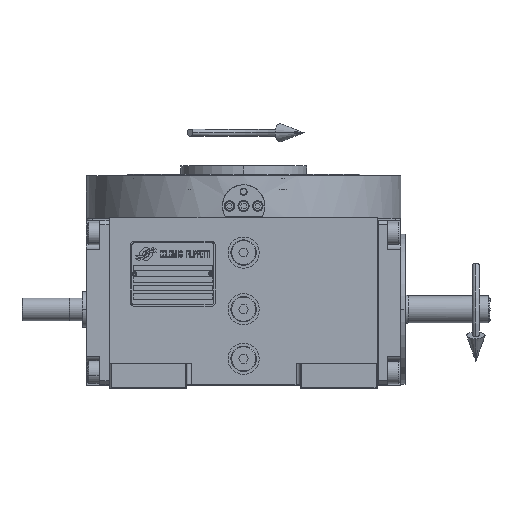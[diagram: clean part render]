
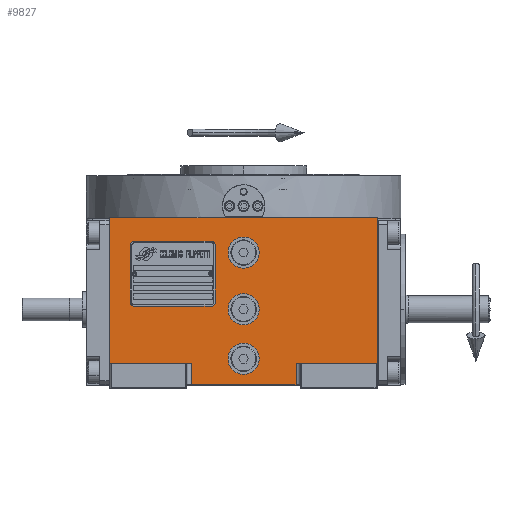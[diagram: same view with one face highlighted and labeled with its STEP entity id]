
A CAD part, top view. The second image highlights one B-rep face of the part: STEP entity #9827.
In plain terms, the highlighted planar face has unit normal (0, 0, 1).
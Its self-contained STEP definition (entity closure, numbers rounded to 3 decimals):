
#454 = CIRCLE ( 'NONE', #39317, 11. ) ;
#771 = CARTESIAN_POINT ( 'NONE',  ( 37., -38.5, 163.5 ) ) ;
#1103 = LINE ( 'NONE', #771, #51652 ) ;
#1375 = CARTESIAN_POINT ( 'NONE',  ( -94.5, -53.5, 163.5 ) ) ;
#1400 = CIRCLE ( 'NONE', #61423, 11. ) ;
#1476 = DIRECTION ( 'NONE',  ( 1., 0., 0. ) ) ;
#1478 = ORIENTED_EDGE ( 'NONE', *, *, #62565, .F. ) ;
#1708 = DIRECTION ( 'NONE',  ( 1., 0., 0. ) ) ;
#2167 = DIRECTION ( 'NONE',  ( 0., 0., 1. ) ) ;
#2546 = CARTESIAN_POINT ( 'NONE',  ( 0., 0., 163.5 ) ) ;
#2912 = DIRECTION ( 'NONE',  ( 1., 0., 0. ) ) ;
#3457 = DIRECTION ( 'NONE',  ( 1., 0., 0. ) ) ;
#3793 = EDGE_CURVE ( 'NONE', #40684, #66255, #44469, .T. ) ;
#4118 = DIRECTION ( 'NONE',  ( 0., 1., 0. ) ) ;
#4300 = CARTESIAN_POINT ( 'NONE',  ( 0., -35., 163.5 ) ) ;
#4487 = EDGE_CURVE ( 'NONE', #41393, #67012, #49914, .T. ) ;
#5398 = DIRECTION ( 'NONE',  ( 0., 0., 1. ) ) ;
#6181 = EDGE_CURVE ( 'NONE', #46778, #16367, #1400, .T. ) ;
#9162 = ORIENTED_EDGE ( 'NONE', *, *, #6181, .F. ) ;
#9173 = DIRECTION ( 'NONE',  ( 0., 0., 1. ) ) ;
#9491 = CARTESIAN_POINT ( 'NONE',  ( -37., -53.5, 163.5 ) ) ;
#9826 = VERTEX_POINT ( 'NONE', #66700 ) ;
#9827 = ADVANCED_FACE ( 'NONE', ( #12148, #33380, #40565, #61475 ), #49049, .T. ) ;
#9858 = DIRECTION ( 'NONE',  ( 1., 0., 0. ) ) ;
#9917 = CARTESIAN_POINT ( 'NONE',  ( -94.5, -38.5, 163.5 ) ) ;
#10383 = ORIENTED_EDGE ( 'NONE', *, *, #43265, .F. ) ;
#10500 = EDGE_LOOP ( 'NONE', ( #57831, #10383 ) ) ;
#11062 = CIRCLE ( 'NONE', #49945, 11. ) ;
#11192 = VECTOR ( 'NONE', #2912, 1000. ) ;
#11622 = VECTOR ( 'NONE', #36339, 1000. ) ;
#11823 = CARTESIAN_POINT ( 'NONE',  ( 11., -35., 163.5 ) ) ;
#12116 = VERTEX_POINT ( 'NONE', #62086 ) ;
#12148 = FACE_BOUND ( 'NONE', #10500, .T. ) ;
#13661 = CARTESIAN_POINT ( 'NONE',  ( -37., -53.5, 163.5 ) ) ;
#14014 = ORIENTED_EDGE ( 'NONE', *, *, #35974, .F. ) ;
#14393 = VECTOR ( 'NONE', #30729, 1000. ) ;
#15535 = CARTESIAN_POINT ( 'NONE',  ( -37., -53.5, 163.5 ) ) ;
#15616 = ORIENTED_EDGE ( 'NONE', *, *, #59224, .T. ) ;
#15934 = DIRECTION ( 'NONE',  ( -1., 0., 0. ) ) ;
#16367 = VERTEX_POINT ( 'NONE', #52786 ) ;
#16857 = CARTESIAN_POINT ( 'NONE',  ( 11., 40., 163.5 ) ) ;
#18706 = EDGE_LOOP ( 'NONE', ( #52462, #18995, #56376, #15616, #56538, #14014, #43920, #61384 ) ) ;
#18995 = ORIENTED_EDGE ( 'NONE', *, *, #36531, .F. ) ;
#20130 = LINE ( 'NONE', #25347, #53184 ) ;
#22553 = CARTESIAN_POINT ( 'NONE',  ( -11., -35., 163.5 ) ) ;
#24328 = VERTEX_POINT ( 'NONE', #36564 ) ;
#24344 = CIRCLE ( 'NONE', #63304, 11. ) ;
#25347 = CARTESIAN_POINT ( 'NONE',  ( -94.5, 64.5, 163.5 ) ) ;
#27201 = CARTESIAN_POINT ( 'NONE',  ( -11., 0., 163.5 ) ) ;
#27900 = EDGE_CURVE ( 'NONE', #9826, #43563, #11062, .T. ) ;
#28389 = EDGE_CURVE ( 'NONE', #41393, #24328, #53342, .T. ) ;
#29283 = EDGE_CURVE ( 'NONE', #66255, #40684, #62337, .T. ) ;
#30729 = DIRECTION ( 'NONE',  ( 0., 1., 0. ) ) ;
#30921 = DIRECTION ( 'NONE',  ( -1., 0., 0. ) ) ;
#31563 = CARTESIAN_POINT ( 'NONE',  ( 37., -38.5, 163.5 ) ) ;
#31755 = VECTOR ( 'NONE', #47210, 1000. ) ;
#32116 = VERTEX_POINT ( 'NONE', #54487 ) ;
#32617 = VERTEX_POINT ( 'NONE', #45897 ) ;
#32995 = VECTOR ( 'NONE', #4118, 1000. ) ;
#33380 = FACE_BOUND ( 'NONE', #36594, .T. ) ;
#33894 = EDGE_LOOP ( 'NONE', ( #9162, #1478 ) ) ;
#35083 = ORIENTED_EDGE ( 'NONE', *, *, #3793, .F. ) ;
#35621 = AXIS2_PLACEMENT_3D ( 'NONE', #4300, #9173, #9858 ) ;
#35974 = EDGE_CURVE ( 'NONE', #61328, #12116, #56656, .T. ) ;
#36339 = DIRECTION ( 'NONE',  ( 1., 0., 0. ) ) ;
#36531 = EDGE_CURVE ( 'NONE', #36732, #67012, #1103, .T. ) ;
#36564 = CARTESIAN_POINT ( 'NONE',  ( -37., -38.5, 163.5 ) ) ;
#36594 = EDGE_LOOP ( 'NONE', ( #58336, #35083 ) ) ;
#36689 = DIRECTION ( 'NONE',  ( 1., 0., 0. ) ) ;
#36732 = VERTEX_POINT ( 'NONE', #68209 ) ;
#38693 = CARTESIAN_POINT ( 'NONE',  ( -94.5, -38.5, 163.5 ) ) ;
#39317 = AXIS2_PLACEMENT_3D ( 'NONE', #51826, #58080, #15934 ) ;
#40333 = AXIS2_PLACEMENT_3D ( 'NONE', #1375, #43819, #1708 ) ;
#40565 = FACE_BOUND ( 'NONE', #33894, .T. ) ;
#40684 = VERTEX_POINT ( 'NONE', #22553 ) ;
#41393 = VERTEX_POINT ( 'NONE', #15535 ) ;
#42971 = CARTESIAN_POINT ( 'NONE',  ( 0., 0., 163.5 ) ) ;
#43265 = EDGE_CURVE ( 'NONE', #43563, #9826, #24344, .T. ) ;
#43563 = VERTEX_POINT ( 'NONE', #27201 ) ;
#43819 = DIRECTION ( 'NONE',  ( 0., 0., 1. ) ) ;
#43920 = ORIENTED_EDGE ( 'NONE', *, *, #55174, .T. ) ;
#44421 = AXIS2_PLACEMENT_3D ( 'NONE', #53190, #58396, #30921 ) ;
#44469 = CIRCLE ( 'NONE', #44421, 11. ) ;
#45290 = CARTESIAN_POINT ( 'NONE',  ( 37., -53.5, 163.5 ) ) ;
#45897 = CARTESIAN_POINT ( 'NONE',  ( 94.5, -38.5, 163.5 ) ) ;
#46101 = LINE ( 'NONE', #9917, #11622 ) ;
#46549 = CARTESIAN_POINT ( 'NONE',  ( -94.5, -38.5, 163.5 ) ) ;
#46778 = VERTEX_POINT ( 'NONE', #16857 ) ;
#47210 = DIRECTION ( 'NONE',  ( 1., 0., 0. ) ) ;
#47241 = CARTESIAN_POINT ( 'NONE',  ( 94.5, -38.5, 163.5 ) ) ;
#49049 = PLANE ( 'NONE',  #40333 ) ;
#49156 = CARTESIAN_POINT ( 'NONE',  ( 0., 40., 163.5 ) ) ;
#49914 = LINE ( 'NONE', #13661, #11192 ) ;
#49945 = AXIS2_PLACEMENT_3D ( 'NONE', #42971, #5398, #36689 ) ;
#50233 = DIRECTION ( 'NONE',  ( 0., 0., 1. ) ) ;
#51429 = DIRECTION ( 'NONE',  ( 0., 1., 0. ) ) ;
#51442 = LINE ( 'NONE', #47241, #32995 ) ;
#51652 = VECTOR ( 'NONE', #54013, 1000. ) ;
#51826 = CARTESIAN_POINT ( 'NONE',  ( 0., 40., 163.5 ) ) ;
#52462 = ORIENTED_EDGE ( 'NONE', *, *, #4487, .T. ) ;
#52786 = CARTESIAN_POINT ( 'NONE',  ( -11., 40., 163.5 ) ) ;
#53184 = VECTOR ( 'NONE', #3457, 1000. ) ;
#53190 = CARTESIAN_POINT ( 'NONE',  ( 0., -35., 163.5 ) ) ;
#53342 = LINE ( 'NONE', #9491, #14393 ) ;
#54013 = DIRECTION ( 'NONE',  ( 0., -1., 0. ) ) ;
#54487 = CARTESIAN_POINT ( 'NONE',  ( 94.5, 64.5, 163.5 ) ) ;
#55174 = EDGE_CURVE ( 'NONE', #61328, #24328, #46101, .T. ) ;
#56376 = ORIENTED_EDGE ( 'NONE', *, *, #64302, .T. ) ;
#56538 = ORIENTED_EDGE ( 'NONE', *, *, #67524, .F. ) ;
#56656 = LINE ( 'NONE', #46549, #57223 ) ;
#57223 = VECTOR ( 'NONE', #51429, 1000. ) ;
#57831 = ORIENTED_EDGE ( 'NONE', *, *, #27900, .F. ) ;
#58080 = DIRECTION ( 'NONE',  ( 0., 0., 1. ) ) ;
#58336 = ORIENTED_EDGE ( 'NONE', *, *, #29283, .F. ) ;
#58396 = DIRECTION ( 'NONE',  ( 0., 0., 1. ) ) ;
#59224 = EDGE_CURVE ( 'NONE', #32617, #32116, #51442, .T. ) ;
#61044 = DIRECTION ( 'NONE',  ( -1., 0., 0. ) ) ;
#61328 = VERTEX_POINT ( 'NONE', #38693 ) ;
#61384 = ORIENTED_EDGE ( 'NONE', *, *, #28389, .F. ) ;
#61423 = AXIS2_PLACEMENT_3D ( 'NONE', #49156, #2167, #1476 ) ;
#61475 = FACE_OUTER_BOUND ( 'NONE', #18706, .T. ) ;
#62086 = CARTESIAN_POINT ( 'NONE',  ( -94.5, 64.5, 163.5 ) ) ;
#62337 = CIRCLE ( 'NONE', #35621, 11. ) ;
#62565 = EDGE_CURVE ( 'NONE', #16367, #46778, #454, .T. ) ;
#63261 = LINE ( 'NONE', #31563, #31755 ) ;
#63304 = AXIS2_PLACEMENT_3D ( 'NONE', #2546, #50233, #61044 ) ;
#64302 = EDGE_CURVE ( 'NONE', #36732, #32617, #63261, .T. ) ;
#66255 = VERTEX_POINT ( 'NONE', #11823 ) ;
#66700 = CARTESIAN_POINT ( 'NONE',  ( 11., 0., 163.5 ) ) ;
#67012 = VERTEX_POINT ( 'NONE', #45290 ) ;
#67524 = EDGE_CURVE ( 'NONE', #12116, #32116, #20130, .T. ) ;
#68209 = CARTESIAN_POINT ( 'NONE',  ( 37., -38.5, 163.5 ) ) ;
